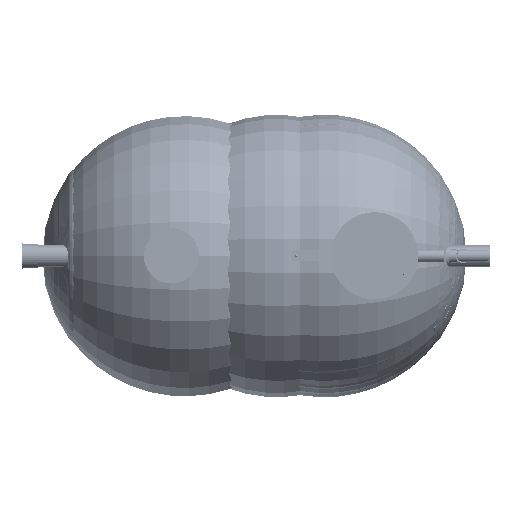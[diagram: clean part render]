
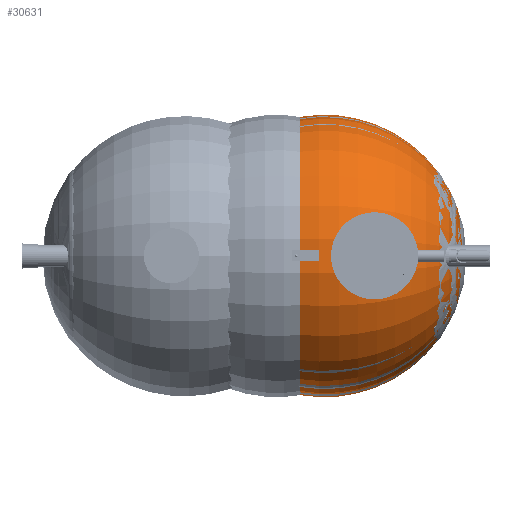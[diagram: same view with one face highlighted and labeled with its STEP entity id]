
A CAD part, top view. The second image highlights one B-rep face of the part: STEP entity #30631.
In plain terms, the highlighted toroidal (fillet/blend) face has major radius 0.686 mm and minor radius 1280 mm.
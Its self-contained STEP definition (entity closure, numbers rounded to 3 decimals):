
#4086=B_SPLINE_CURVE_WITH_KNOTS('',3,(#143542,#143543,#143544,#143545,#143546,
#143547,#143548,#143549,#143550,#143551,#143552,#143553,#143554,#143555,
#143556,#143557,#143558,#143559,#143560,#143561,#143562,#143563,#143564,
#143565,#143566,#143567,#143568,#143569,#143570,#143571,#143572,#143573),
 .UNSPECIFIED.,.F.,.F.,(4,1,1,1,1,1,1,1,1,1,1,1,1,1,1,1,1,1,1,1,1,1,1,1,
1,1,1,1,1,4),(7.053,7.137,7.222,7.265,
7.307,7.35,7.371,7.392,7.435,
7.477,7.562,7.605,7.647,7.69,
7.711,7.732,7.753,7.774,7.817,
7.859,7.902,7.987,8.029,8.072,
8.114,8.157,8.199,8.242,8.327,
8.411),.UNSPECIFIED.);
#4091=VERTEX_LOOP('',#17788);
#4096=DEGENERATE_TOROIDAL_SURFACE('',#32985,0.686,1280.,.T.);
#11496=ORIENTED_EDGE('',*,*,#14831,.F.);
#11497=ORIENTED_EDGE('',*,*,#14834,.T.);
#14831=EDGE_CURVE('',#17786,#17787,#18576,.T.);
#14834=EDGE_CURVE('',#17786,#17787,#4086,.T.);
#17786=VERTEX_POINT('',#143503);
#17787=VERTEX_POINT('',#143504);
#17788=VERTEX_POINT('',#143541);
#18576=CIRCLE('',#32984,734.418);
#23577=EDGE_LOOP('',(#11496,#11497));
#28583=FACE_BOUND('',#4091,.T.);
#28584=FACE_BOUND('',#23577,.T.);
#30631=ADVANCED_FACE('',(#28583,#28584),#4096,.T.);
#32984=AXIS2_PLACEMENT_3D('',#143502,#36729,#36730);
#32985=AXIS2_PLACEMENT_3D('',#143540,#36731,#36732);
#36729=DIRECTION('',(-1.,-0.001,0.));
#36730=DIRECTION('',(0.001,-1.,0.));
#36731=DIRECTION('',(-1.,-0.001,0.));
#36732=DIRECTION('',(0.001,-1.,0.));
#143502=CARTESIAN_POINT('',(131.448,2.366,0.));
#143503=CARTESIAN_POINT('',(131.101,649.371,347.497));
#143504=CARTESIAN_POINT('',(131.795,-644.639,347.497));
#143540=CARTESIAN_POINT('',(-917.379,1.804,0.));
#143541=CARTESIAN_POINT('',(362.621,2.49,0.));
#143542=CARTESIAN_POINT('',(131.101,649.371,347.497));
#143543=CARTESIAN_POINT('',(145.962,625.287,347.497));
#143544=CARTESIAN_POINT('',(173.944,576.23,347.497));
#143545=CARTESIAN_POINT('',(204.612,512.711,347.497));
#143546=CARTESIAN_POINT('',(226.548,460.57,347.497));
#143547=CARTESIAN_POINT('',(241.691,420.795,347.497));
#143548=CARTESIAN_POINT('',(253.206,387.091,347.497));
#143549=CARTESIAN_POINT('',(261.748,359.772,347.497));
#143550=CARTESIAN_POINT('',(269.79,332.39,347.497));
#143551=CARTESIAN_POINT('',(278.921,298.017,347.497));
#143552=CARTESIAN_POINT('',(291.582,242.725,347.497));
#143553=CARTESIAN_POINT('',(301.346,186.988,347.497));
#143554=CARTESIAN_POINT('',(308.228,130.811,347.497));
#143555=CARTESIAN_POINT('',(311.942,88.458,347.497));
#143556=CARTESIAN_POINT('',(313.825,52.975,347.497));
#143557=CARTESIAN_POINT('',(314.596,24.482,347.497));
#143558=CARTESIAN_POINT('',(314.804,3.042,347.497));
#143559=CARTESIAN_POINT('',(314.639,-18.405,347.497));
#143560=CARTESIAN_POINT('',(313.925,-46.907,347.497));
#143561=CARTESIAN_POINT('',(312.112,-82.408,347.497));
#143562=CARTESIAN_POINT('',(308.479,-124.793,347.497));
#143563=CARTESIAN_POINT('',(301.702,-181.025,347.497));
#143564=CARTESIAN_POINT('',(292.036,-236.834,347.497));
#143565=CARTESIAN_POINT('',(279.461,-292.221,347.497));
#143566=CARTESIAN_POINT('',(268.566,-333.541,347.497));
#143567=CARTESIAN_POINT('',(256.177,-374.665,347.497));
#143568=CARTESIAN_POINT('',(242.442,-415.103,347.497));
#143569=CARTESIAN_POINT('',(227.362,-454.929,347.497));
#143570=CARTESIAN_POINT('',(205.48,-507.197,347.497));
#143571=CARTESIAN_POINT('',(174.812,-570.989,347.497));
#143572=CARTESIAN_POINT('',(146.735,-620.369,347.497));
#143573=CARTESIAN_POINT('',(131.795,-644.639,347.497));
